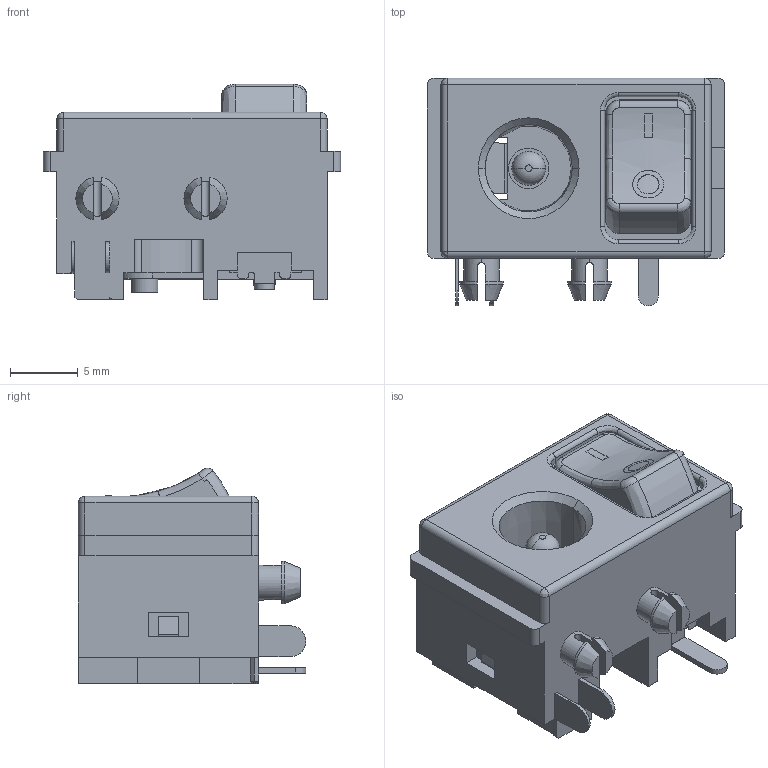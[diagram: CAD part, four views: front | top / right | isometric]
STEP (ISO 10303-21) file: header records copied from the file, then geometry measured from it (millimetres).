
FILE_DESCRIPTION (( 'STEP AP203' ), '1' );
FILE_NAME ('LRJ-001_20171205.STEP', '2020-09-30T07:03:17', ( '' ), ( '' ), 'SwSTEP 2.0', 'SolidWorks 2012', '' );
FILE_SCHEMA (( 'CONFIG_CONTROL_DESIGN' ));
Length unit declared in the file: millimetre
Products named in the file (1): LRJ-001_20171205
Bounding box: 22 x 16.85 x 15.97 mm (x, y, z)
Volume: 2701.7 mm3; surface area: 2577.1 mm2
Topology: 1 solids, 1 shells, 518 faces, 1444 edges, 947 vertices
Faces by surface type: plane 309, bspline 100, cylinder 97, cone 10, torus 2
Entity records: 19822 total; most frequent: CARTESIAN_POINT 7063, ORIENTED_EDGE 2880, DIRECTION 2255, EDGE_CURVE 1440, VECTOR 1013, LINE 1013, VERTEX_POINT 947, AXIS2_PLACEMENT_3D 621
